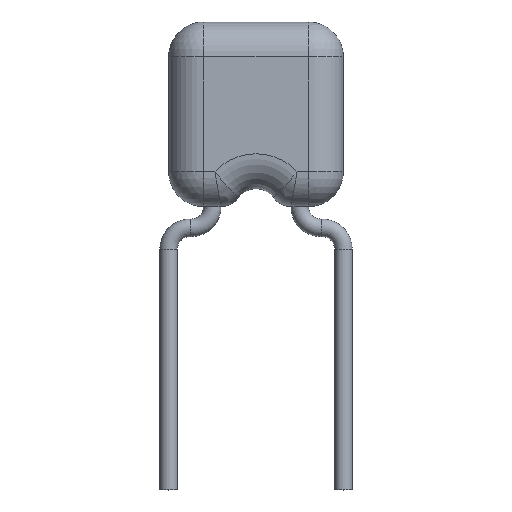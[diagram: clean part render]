
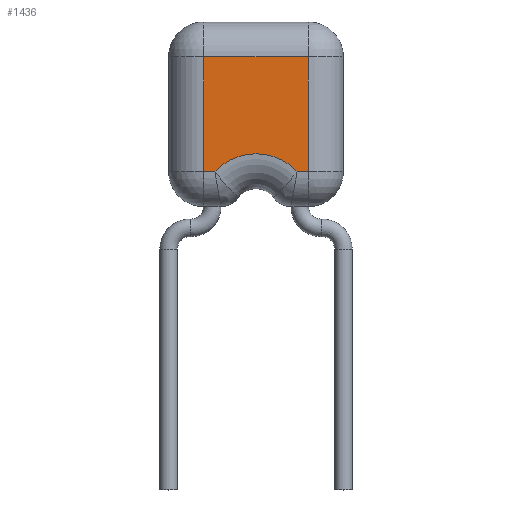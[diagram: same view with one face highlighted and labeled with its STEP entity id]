
A CAD part, top view. The second image highlights one B-rep face of the part: STEP entity #1436.
In plain terms, the highlighted planar face has unit normal (0, 0, 1).
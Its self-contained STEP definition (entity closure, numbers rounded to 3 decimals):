
#89 = DIRECTION ( 'NONE',  ( 1., 0., 0. ) ) ;
#92 = CARTESIAN_POINT ( 'NONE',  ( -1.015, 2.252, 1.59 ) ) ;
#105 = DIRECTION ( 'NONE',  ( 0., 0., 1. ) ) ;
#141 = CIRCLE ( 'NONE', #362, 1.643 ) ;
#192 = ORIENTED_EDGE ( 'NONE', *, *, #1106, .F. ) ;
#211 = ORIENTED_EDGE ( 'NONE', *, *, #706, .F. ) ;
#232 = DIRECTION ( 'NONE',  ( 0., -1., 0. ) ) ;
#236 = VECTOR ( 'NONE', #1359, 1000. ) ;
#246 = DIRECTION ( 'NONE',  ( -1., 0., 0. ) ) ;
#248 = EDGE_CURVE ( 'NONE', #858, #1059, #671, .T. ) ;
#286 = LINE ( 'NONE', #385, #1333 ) ;
#352 = VECTOR ( 'NONE', #232, 1000. ) ;
#360 = ORIENTED_EDGE ( 'NONE', *, *, #788, .T. ) ;
#362 = AXIS2_PLACEMENT_3D ( 'NONE', #882, #998, #541 ) ;
#385 = CARTESIAN_POINT ( 'NONE',  ( -1.525, 2.252, 1.59 ) ) ;
#437 = CARTESIAN_POINT ( 'NONE',  ( 1.525, 2.252, 1.59 ) ) ;
#459 = PLANE ( 'NONE',  #1198 ) ;
#515 = EDGE_LOOP ( 'NONE', ( #192, #789, #211, #360, #1277, #1397 ) ) ;
#541 = DIRECTION ( 'NONE',  ( -1., 0., 0. ) ) ;
#601 = EDGE_CURVE ( 'NONE', #1001, #1059, #141, .T. ) ;
#671 = LINE ( 'NONE', #92, #1209 ) ;
#682 = VERTEX_POINT ( 'NONE', #840 ) ;
#691 = VERTEX_POINT ( 'NONE', #437 ) ;
#706 = EDGE_CURVE ( 'NONE', #1127, #682, #1150, .T. ) ;
#788 = EDGE_CURVE ( 'NONE', #1127, #858, #286, .T. ) ;
#789 = ORIENTED_EDGE ( 'NONE', *, *, #1268, .F. ) ;
#792 = CARTESIAN_POINT ( 'NONE',  ( 1.525, 2.252, 1.59 ) ) ;
#840 = CARTESIAN_POINT ( 'NONE',  ( 1.525, 5.585, 1.59 ) ) ;
#858 = VERTEX_POINT ( 'NONE', #1376 ) ;
#869 = DIRECTION ( 'NONE',  ( 0., -1., 0. ) ) ;
#882 = CARTESIAN_POINT ( 'NONE',  ( 0., 1.125, 1.59 ) ) ;
#945 = CARTESIAN_POINT ( 'NONE',  ( 1.525, 2.252, 1.59 ) ) ;
#964 = CARTESIAN_POINT ( 'NONE',  ( -1.525, 5.585, 1.59 ) ) ;
#998 = DIRECTION ( 'NONE',  ( 0., 0., 1. ) ) ;
#1001 = VERTEX_POINT ( 'NONE', #1422 ) ;
#1026 = FACE_OUTER_BOUND ( 'NONE', #515, .T. ) ;
#1059 = VERTEX_POINT ( 'NONE', #1340 ) ;
#1106 = EDGE_CURVE ( 'NONE', #691, #1001, #1292, .T. ) ;
#1115 = VECTOR ( 'NONE', #89, 1000. ) ;
#1127 = VERTEX_POINT ( 'NONE', #964 ) ;
#1150 = LINE ( 'NONE', #1510, #1115 ) ;
#1198 = AXIS2_PLACEMENT_3D ( 'NONE', #945, #105, #246 ) ;
#1209 = VECTOR ( 'NONE', #1382, 1000. ) ;
#1244 = CARTESIAN_POINT ( 'NONE',  ( 1.015, 2.252, 1.59 ) ) ;
#1268 = EDGE_CURVE ( 'NONE', #682, #691, #1387, .T. ) ;
#1277 = ORIENTED_EDGE ( 'NONE', *, *, #248, .T. ) ;
#1292 = LINE ( 'NONE', #1244, #236 ) ;
#1333 = VECTOR ( 'NONE', #869, 1000. ) ;
#1340 = CARTESIAN_POINT ( 'NONE',  ( -1.195, 2.252, 1.59 ) ) ;
#1359 = DIRECTION ( 'NONE',  ( -1., 0., 0. ) ) ;
#1376 = CARTESIAN_POINT ( 'NONE',  ( -1.525, 2.252, 1.59 ) ) ;
#1382 = DIRECTION ( 'NONE',  ( 1., 0., 0. ) ) ;
#1387 = LINE ( 'NONE', #792, #352 ) ;
#1397 = ORIENTED_EDGE ( 'NONE', *, *, #601, .F. ) ;
#1422 = CARTESIAN_POINT ( 'NONE',  ( 1.195, 2.252, 1.59 ) ) ;
#1436 = ADVANCED_FACE ( 'NONE', ( #1026 ), #459, .T. ) ;
#1510 = CARTESIAN_POINT ( 'NONE',  ( 1.525, 5.585, 1.59 ) ) ;
